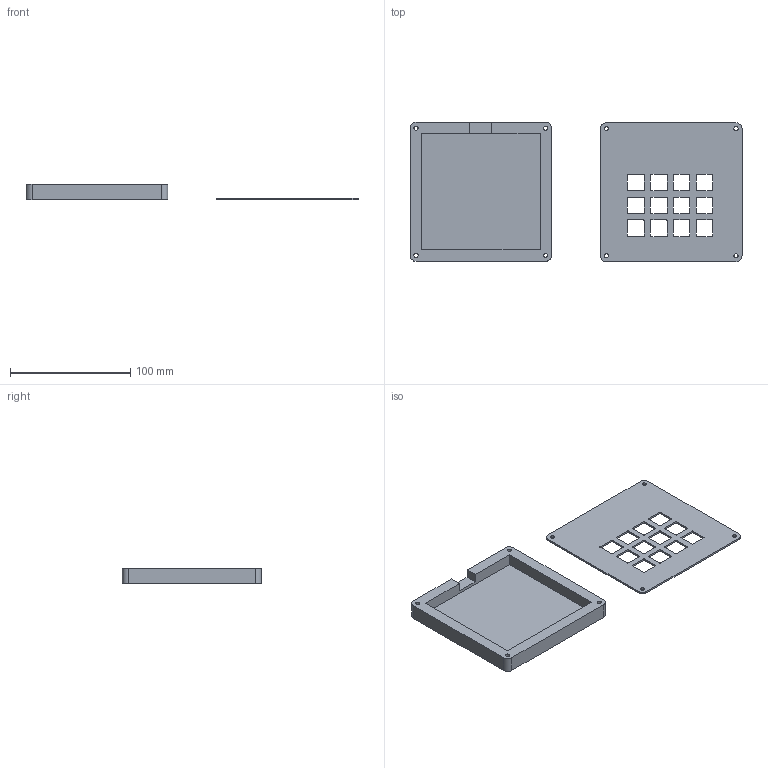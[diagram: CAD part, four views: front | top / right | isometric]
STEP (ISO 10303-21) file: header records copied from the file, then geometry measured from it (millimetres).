
FILE_DESCRIPTION(/* description */ (''),/* implementation_level */ '2;1');
FILE_NAME(/* name */ 'Fawaz''s Macropad-V2-T&B.step',/* time_stamp */ '2025-12-16T12:21:57+01:00',/* author */ (''),/* organization */ (''),/* preprocessor_version */ 'ST-DEVELOPER v20.1',/* originating_system */ 'Autodesk Translation Framework v14.21.0.0',/* authorisation */ '');
FILE_SCHEMA (('AUTOMOTIVE_DESIGN { 1 0 10303 214 3 1 1 }'));
Length unit declared in the file: millimetre
Products named in the file (3): 2025-12-15-22-20-59-192; 2025-12-15-16-13-31-996; 2025-12-15-17-00-40-992
Bounding box: 276.5 x 116.28 x 13 mm (x, y, z)
Volume: 96420 mm3; surface area: 62059.1 mm2
Topology: 2 solids, 2 shells, 858 faces, 2418 edges, 1612 vertices
Faces by surface type: bspline 488, plane 302, cylinder 68
Full cylindrical faces by diameter (mm): 3.4 x8, 6 x4
Entity records: 32303 total; most frequent: CARTESIAN_POINT 13189, ORIENTED_EDGE 4836, EDGE_CURVE 2418, DIRECTION 2328, VERTEX_POINT 1612, LINE 1306, VECTOR 1306, B_SPLINE_CURVE_WITH_KNOTS 976
